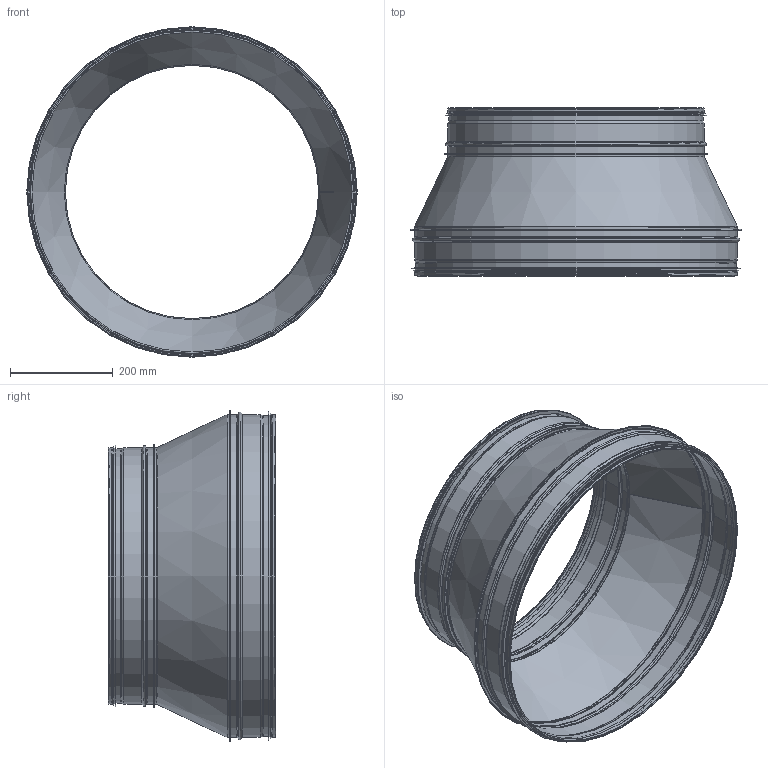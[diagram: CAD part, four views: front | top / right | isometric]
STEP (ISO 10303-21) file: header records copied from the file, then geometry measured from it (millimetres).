
FILE_DESCRIPTION((''),'2;1');
FILE_NAME('HFC_11-10.stp','2014-02-19T13:46:30',(''),(''),'Autodesk Inventor 2013','Autodesk Inventor 2013','');
FILE_SCHEMA(('AUTOMOTIVE_DESIGN { 1 2 10303 214 0 1 1 1 }'));
Length unit declared in the file: millimetre
Products named in the file (8): HFC_11-10; KonFallsadHFC_630-500; HSGMedFals-630; HSGMedFalsRörämne-630; 999011; HSGMedFals-500; HSGMedFalsRörämne-500; 999010
Assembly tree (7 placements, depth 3):
  HFC_11-10
    KonFallsadHFC_630-500
    HSGMedFals-630
      HSGMedFalsRörämne-630
      999011
    HSGMedFals-500
      HSGMedFalsRörämne-500
      999010
Bounding box: 643.2 x 326.97 x 643.2 mm (x, y, z)
Volume: 507571.6 mm3; surface area: 1611893.2 mm2
Topology: 5 solids, 5 shells, 232 faces, 454 edges, 238 vertices
Faces by surface type: plane 118, torus 56, cylinder 36, cone 22
Full cylindrical faces by diameter (mm): 492.95 x1, 493.95 x1, 495.15 x1, 497.55 x1, 497.75 x6, 498.75 x4, 501.75 x1, 504.15 x1, 509.15 x1, 512.75 x1, 622.9 x1, 623.9 x1, 625.1 x1, 627.5 x1, 627.7 x6, 628.7 x4, 631.7 x1, 634.1 x1, 639.1 x1, 639.7 x1
Entity records: 6121 total; most frequent: DIRECTION 1146, CARTESIAN_POINT 911, ORIENTED_EDGE 852, AXIS2_PLACEMENT_3D 473, EDGE_CURVE 426, EDGE_LOOP 270, VERTEX_POINT 238, STYLED_ITEM 237
